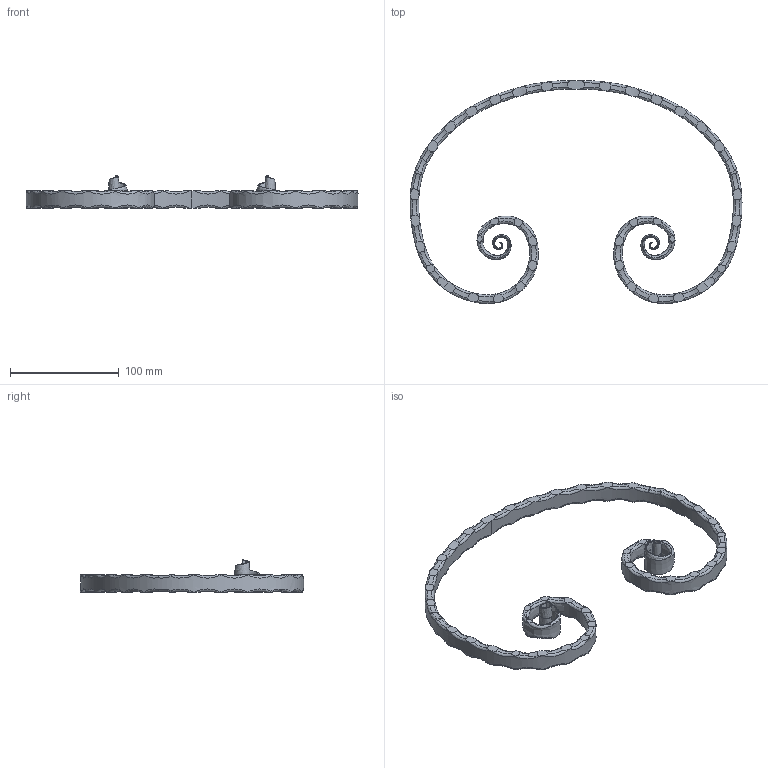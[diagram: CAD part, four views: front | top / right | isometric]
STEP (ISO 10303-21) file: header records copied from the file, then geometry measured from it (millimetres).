
FILE_DESCRIPTION (( 'STEP AP203' ), '1' );
FILE_NAME ('4512.step', '2015-09-17T14:58:32', ( '' ), ( '' ), 'SwSTEP 2.0', 'SolidWorks 2015', '' );
FILE_SCHEMA (( 'CONFIG_CONTROL_DESIGN' ));
Products named in the file (1): 4512
Bounding box: 305.16 x 204.98 x 29.85 mm (x, y, z)
Volume: 118502.8 mm3; surface area: 48813.9 mm2
Topology: 1 solids, 1 shells, 378 faces, 1120 edges, 742 vertices
Faces by surface type: bspline 196, cylinder 98, plane 84
Entity records: 63604 total; most frequent: CARTESIAN_POINT 56098, ORIENTED_EDGE 2236, EDGE_CURVE 1118, B_SPLINE_CURVE_WITH_KNOTS 926, VERTEX_POINT 742, DIRECTION 542, FACE_OUTER_BOUND 378, ADVANCED_FACE 378
